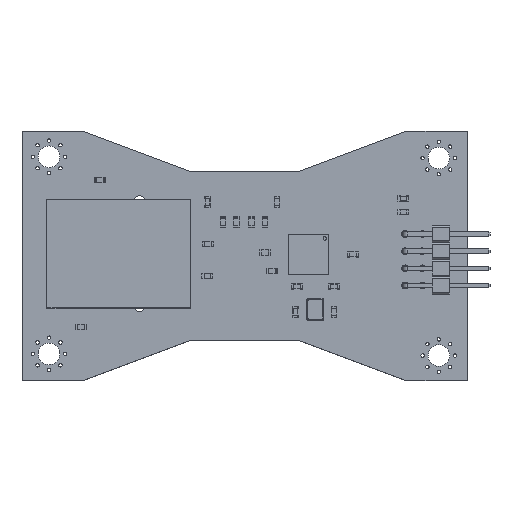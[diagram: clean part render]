
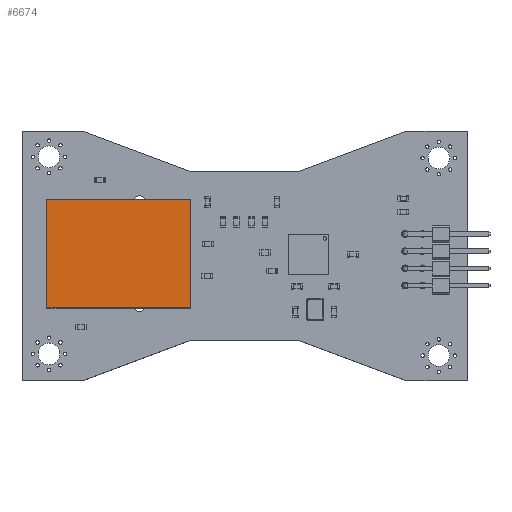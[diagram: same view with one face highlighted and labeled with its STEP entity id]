
A CAD part, top view. The second image highlights one B-rep face of the part: STEP entity #6674.
In plain terms, the highlighted face is planar.
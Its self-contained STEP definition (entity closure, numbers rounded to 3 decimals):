
#3092 = PLANE('',#3093);
#3093 = AXIS2_PLACEMENT_3D('',#3094,#3095,#3096);
#3094 = CARTESIAN_POINT('',(8.02,13.5,0.));
#3095 = DIRECTION('',(0.,0.,1.));
#3096 = DIRECTION('',(1.,0.,0.));
#4474 = VERTEX_POINT('',#4475);
#4475 = CARTESIAN_POINT('',(8.02,13.5,0.));
#4489 = PLANE('',#4490);
#4490 = AXIS2_PLACEMENT_3D('',#4491,#4492,#4493);
#4491 = CARTESIAN_POINT('',(8.02,0.,-21.3));
#4492 = DIRECTION('',(1.,0.,0.));
#4493 = DIRECTION('',(0.,0.,-1.));
#4501 = EDGE_CURVE('',#4474,#4502,#4504,.T.);
#4502 = VERTEX_POINT('',#4503);
#4503 = CARTESIAN_POINT('',(-8.02,13.5,0.));
#4504 = SURFACE_CURVE('',#4505,(#4509,#4516),.PCURVE_S1.);
#4505 = LINE('',#4506,#4507);
#4506 = CARTESIAN_POINT('',(8.02,13.5,0.));
#4507 = VECTOR('',#4508,1.);
#4508 = DIRECTION('',(-1.,0.,0.));
#4509 = PCURVE('',#3092,#4510);
#4510 = DEFINITIONAL_REPRESENTATION('',(#4511),#4515);
#4511 = LINE('',#4512,#4513);
#4512 = CARTESIAN_POINT('',(0.,0.));
#4513 = VECTOR('',#4514,1.);
#4514 = DIRECTION('',(-1.,0.));
#4515 = ( GEOMETRIC_REPRESENTATION_CONTEXT(2) 
PARAMETRIC_REPRESENTATION_CONTEXT() REPRESENTATION_CONTEXT('2D SPACE',''
  ) );
#4516 = PCURVE('',#4517,#4522);
#4517 = PLANE('',#4518);
#4518 = AXIS2_PLACEMENT_3D('',#4519,#4520,#4521);
#4519 = CARTESIAN_POINT('',(8.02,13.5,-21.3));
#4520 = DIRECTION('',(0.,1.,0.));
#4521 = DIRECTION('',(0.,0.,1.));
#4522 = DEFINITIONAL_REPRESENTATION('',(#4523),#4527);
#4523 = LINE('',#4524,#4525);
#4524 = CARTESIAN_POINT('',(21.3,0.));
#4525 = VECTOR('',#4526,1.);
#4526 = DIRECTION('',(0.,-1.));
#4527 = ( GEOMETRIC_REPRESENTATION_CONTEXT(2) 
PARAMETRIC_REPRESENTATION_CONTEXT() REPRESENTATION_CONTEXT('2D SPACE',''
  ) );
#4545 = PLANE('',#4546);
#4546 = AXIS2_PLACEMENT_3D('',#4547,#4548,#4549);
#4547 = CARTESIAN_POINT('',(-8.02,0.,-21.3));
#4548 = DIRECTION('',(-1.,0.,0.));
#4549 = DIRECTION('',(0.,0.,1.));
#6674 = ADVANCED_FACE('',(#6675),#4517,.T.);
#6675 = FACE_BOUND('',#6676,.T.);
#6676 = EDGE_LOOP('',(#6677,#6678,#6701,#6729));
#6677 = ORIENTED_EDGE('',*,*,#4501,.F.);
#6678 = ORIENTED_EDGE('',*,*,#6679,.F.);
#6679 = EDGE_CURVE('',#6680,#4474,#6682,.T.);
#6680 = VERTEX_POINT('',#6681);
#6681 = CARTESIAN_POINT('',(8.02,13.5,-21.3));
#6682 = SURFACE_CURVE('',#6683,(#6687,#6694),.PCURVE_S1.);
#6683 = LINE('',#6684,#6685);
#6684 = CARTESIAN_POINT('',(8.02,13.5,-21.3));
#6685 = VECTOR('',#6686,1.);
#6686 = DIRECTION('',(0.,0.,1.));
#6687 = PCURVE('',#4517,#6688);
#6688 = DEFINITIONAL_REPRESENTATION('',(#6689),#6693);
#6689 = LINE('',#6690,#6691);
#6690 = CARTESIAN_POINT('',(0.,0.));
#6691 = VECTOR('',#6692,1.);
#6692 = DIRECTION('',(1.,0.));
#6693 = ( GEOMETRIC_REPRESENTATION_CONTEXT(2) 
PARAMETRIC_REPRESENTATION_CONTEXT() REPRESENTATION_CONTEXT('2D SPACE',''
  ) );
#6694 = PCURVE('',#4489,#6695);
#6695 = DEFINITIONAL_REPRESENTATION('',(#6696),#6700);
#6696 = LINE('',#6697,#6698);
#6697 = CARTESIAN_POINT('',(0.,13.5));
#6698 = VECTOR('',#6699,1.);
#6699 = DIRECTION('',(-1.,0.));
#6700 = ( GEOMETRIC_REPRESENTATION_CONTEXT(2) 
PARAMETRIC_REPRESENTATION_CONTEXT() REPRESENTATION_CONTEXT('2D SPACE',''
  ) );
#6701 = ORIENTED_EDGE('',*,*,#6702,.T.);
#6702 = EDGE_CURVE('',#6680,#6703,#6705,.T.);
#6703 = VERTEX_POINT('',#6704);
#6704 = CARTESIAN_POINT('',(-8.02,13.5,-21.3));
#6705 = SURFACE_CURVE('',#6706,(#6710,#6717),.PCURVE_S1.);
#6706 = LINE('',#6707,#6708);
#6707 = CARTESIAN_POINT('',(8.02,13.5,-21.3));
#6708 = VECTOR('',#6709,1.);
#6709 = DIRECTION('',(-1.,0.,0.));
#6710 = PCURVE('',#4517,#6711);
#6711 = DEFINITIONAL_REPRESENTATION('',(#6712),#6716);
#6712 = LINE('',#6713,#6714);
#6713 = CARTESIAN_POINT('',(0.,0.));
#6714 = VECTOR('',#6715,1.);
#6715 = DIRECTION('',(0.,-1.));
#6716 = ( GEOMETRIC_REPRESENTATION_CONTEXT(2) 
PARAMETRIC_REPRESENTATION_CONTEXT() REPRESENTATION_CONTEXT('2D SPACE',''
  ) );
#6717 = PCURVE('',#6718,#6723);
#6718 = PLANE('',#6719);
#6719 = AXIS2_PLACEMENT_3D('',#6720,#6721,#6722);
#6720 = CARTESIAN_POINT('',(8.02,13.5,-21.3));
#6721 = DIRECTION('',(0.,0.,1.));
#6722 = DIRECTION('',(1.,0.,0.));
#6723 = DEFINITIONAL_REPRESENTATION('',(#6724),#6728);
#6724 = LINE('',#6725,#6726);
#6725 = CARTESIAN_POINT('',(0.,0.));
#6726 = VECTOR('',#6727,1.);
#6727 = DIRECTION('',(-1.,0.));
#6728 = ( GEOMETRIC_REPRESENTATION_CONTEXT(2) 
PARAMETRIC_REPRESENTATION_CONTEXT() REPRESENTATION_CONTEXT('2D SPACE',''
  ) );
#6729 = ORIENTED_EDGE('',*,*,#6730,.T.);
#6730 = EDGE_CURVE('',#6703,#4502,#6731,.T.);
#6731 = SURFACE_CURVE('',#6732,(#6736,#6743),.PCURVE_S1.);
#6732 = LINE('',#6733,#6734);
#6733 = CARTESIAN_POINT('',(-8.02,13.5,-21.3));
#6734 = VECTOR('',#6735,1.);
#6735 = DIRECTION('',(0.,0.,1.));
#6736 = PCURVE('',#4517,#6737);
#6737 = DEFINITIONAL_REPRESENTATION('',(#6738),#6742);
#6738 = LINE('',#6739,#6740);
#6739 = CARTESIAN_POINT('',(0.,-16.04));
#6740 = VECTOR('',#6741,1.);
#6741 = DIRECTION('',(1.,0.));
#6742 = ( GEOMETRIC_REPRESENTATION_CONTEXT(2) 
PARAMETRIC_REPRESENTATION_CONTEXT() REPRESENTATION_CONTEXT('2D SPACE',''
  ) );
#6743 = PCURVE('',#4545,#6744);
#6744 = DEFINITIONAL_REPRESENTATION('',(#6745),#6749);
#6745 = LINE('',#6746,#6747);
#6746 = CARTESIAN_POINT('',(0.,13.5));
#6747 = VECTOR('',#6748,1.);
#6748 = DIRECTION('',(1.,0.));
#6749 = ( GEOMETRIC_REPRESENTATION_CONTEXT(2) 
PARAMETRIC_REPRESENTATION_CONTEXT() REPRESENTATION_CONTEXT('2D SPACE',''
  ) );
